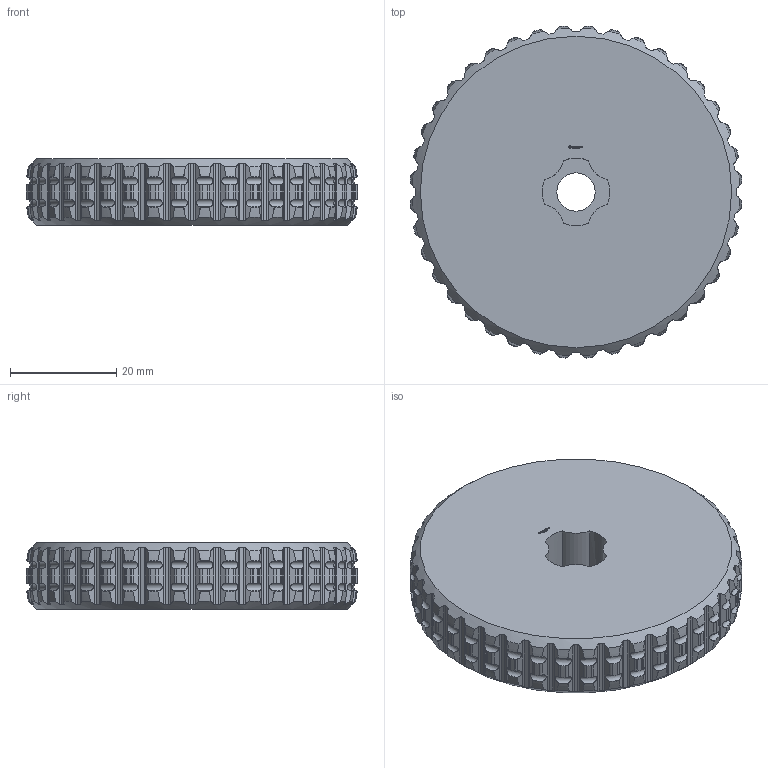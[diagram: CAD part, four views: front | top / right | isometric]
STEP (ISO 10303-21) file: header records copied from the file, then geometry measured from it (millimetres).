
FILE_DESCRIPTION(('FreeCAD Model'),'2;1');
FILE_NAME('Open CASCADE Shape Model','2023-12-20T19:03:34',(''),(''), 'Open CASCADE STEP processor 7.6','FreeCAD','Unknown');
FILE_SCHEMA(('AUTOMOTIVE_DESIGN { 1 0 10303 214 1 1 1 1 }'));
Products named in the file (1): Wheel GND TTRD PLN BU05.00x01.00 - SPN-WHL-0013 (stemfie.org)
Bounding box: 62.38 x 62.38 x 12.5 mm (x, y, z)
Volume: 35044.3 mm3; surface area: 9175.8 mm2
Topology: 1 solids, 1 shells, 1376 faces, 3986 edges, 2655 vertices
Faces by surface type: cylinder 453, plane 450, cone 179, extrusion 134, revolution 80, torus 80
Full cylindrical faces by diameter (mm): 2 x4, 7.2 x1
Entity records: 141586 total; most frequent: CARTESIAN_POINT 61145, DIRECTION 10213, ORIENTED_EDGE 7972, PCURVE 7972, DEFINITIONAL_REPRESENTATION 7972, VECTOR 6003, LINE 5869, B_SPLINE_CURVE_WITH_KNOTS 5250
